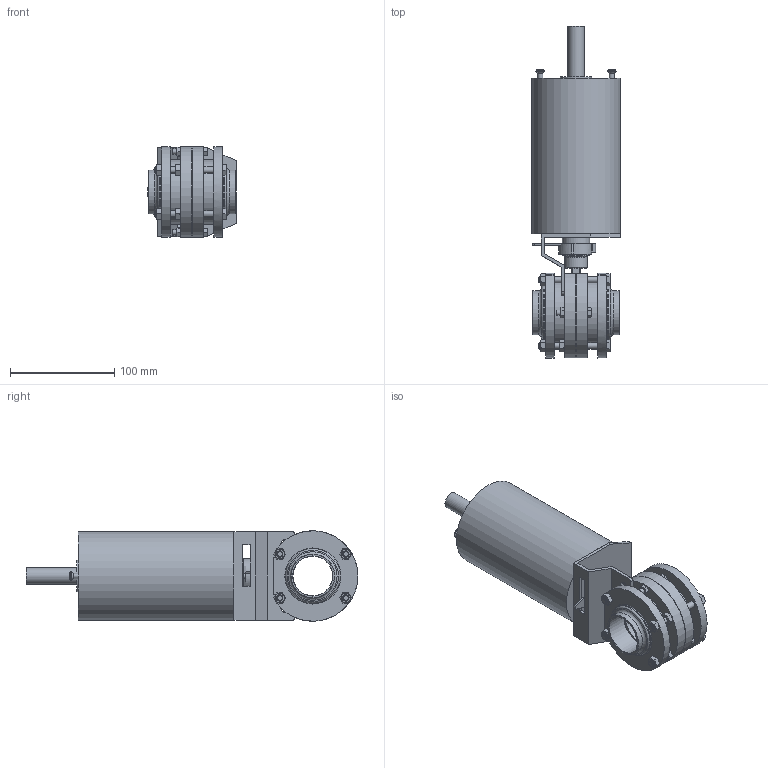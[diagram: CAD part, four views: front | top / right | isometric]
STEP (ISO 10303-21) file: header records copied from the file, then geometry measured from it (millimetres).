
FILE_DESCRIPTION( ( 'STEP AP203' ), ' ' );
FILE_NAME( '9612628686.stp', '2017-01-13T12:10:12', ( '' ), ( '' ), ' ', 'PARTsolutions', ' ' );
FILE_SCHEMA( ( 'CONFIG_CONTROL_DESIGN' ) );
Length unit declared in the file: millimetre
Products named in the file (8): 9612628686; _LKB-F Butterfly D40; _LKB-F Flange (D400851); _LKB-F Flange D40 2; _Mounting Bracket LKLA 085 D40; _LKLA-T Without coupling 085; _Coupling LKLA 085 Doc clutch D40; _Activation ring D40
Assembly tree (7 placements, depth 2):
  9612628686
    _LKB-F Butterfly D40
    _LKB-F Flange (D400851)
    _LKB-F Flange D40 2
    _Mounting Bracket LKLA 085 D40
    _LKLA-T Without coupling 085
    _Coupling LKLA 085 Doc clutch D40
    _Activation ring D40
Bounding box: 85 x 317.72 x 86.47 mm (x, y, z)
Volume: 1131014.8 mm3; surface area: 150013 mm2
Topology: 7 solids, 9 shells, 367 faces, 858 edges, 542 vertices
Faces by surface type: plane 192, cylinder 81, cone 79, torus 15
Full cylindrical faces by diameter (mm): 4.917 x4, 5 x6, 5.5 x2, 6 x6, 6.5 x10, 8.5 x2, 16 x1, 22 x1, 25 x2, 26 x1, 29.8 x1, 34 x1, 38 x4, 41.6 x2, 42 x2, 49 x2, 52 x2, 62 x2, 85 x1
Entity records: 10696 total; most frequent: CARTESIAN_POINT 2701, DIRECTION 1559, ORIENTED_EDGE 1448, EDGE_CURVE 724, AXIS2_PLACEMENT_3D 632, EDGE_LOOP 550, VERTEX_POINT 518, FACE_OUTER_BOUND 434
